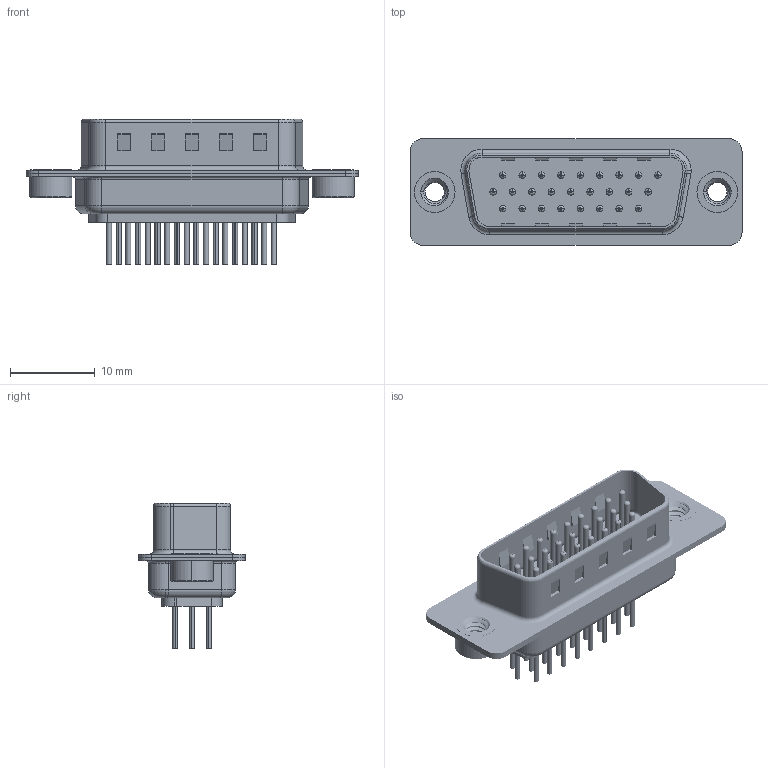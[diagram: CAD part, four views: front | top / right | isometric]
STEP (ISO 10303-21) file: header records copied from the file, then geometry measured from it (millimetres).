
FILE_DESCRIPTION (( 'STEP AP203' ), '1' );
FILE_NAME ('MHHDD-26MNS-C1.STEP', '2025-11-21T20:28:35', ( '' ), ( '' ), 'SwSTEP 2.0', 'SolidWorks 2023', '' );
FILE_SCHEMA (( 'CONFIG_CONTROL_DESIGN' ));
Length unit declared in the file: millimetre
Products named in the file (8): MHHDD-26MNS-C1; MHHDD Contact Row 2_30; MHHDD Contact Row 3_30; MHHDD Contact Row 1_30; MHHDD Shell Front_26 Contacts; MHHDD Shell Rear_26 Contacts; MHHDD 4-40 Threaded Standoff BS; MHHDD Housing_26 Contacts
Assembly tree (31 placements, depth 2):
  MHHDD-26MNS-C1
    MHHDD Housing_26 Contacts
    MHHDD Shell Front_26 Contacts
    MHHDD Shell Rear_26 Contacts
    MHHDD Contact Row 1_30  x9
    MHHDD Contact Row 2_30  x9
    MHHDD Contact Row 3_30  x8
    MHHDD 4-40 Threaded Standoff BS  x2
Bounding box: 39.14 x 12.55 x 17.15 mm (x, y, z)
Volume: 1787.7 mm3; surface area: 6564.2 mm2
Topology: 31 solids, 31 shells, 2942 faces, 7749 edges, 4776 vertices
Faces by surface type: cylinder 1093, torus 804, plane 763, cone 276, bspline 6
Entity records: 27460 total; most frequent: CARTESIAN_POINT 6358, DIRECTION 4428, ORIENTED_EDGE 3924, EDGE_CURVE 1962, AXIS2_PLACEMENT_3D 1790, VERTEX_POINT 1245, CIRCLE 967, EDGE_LOOP 939
